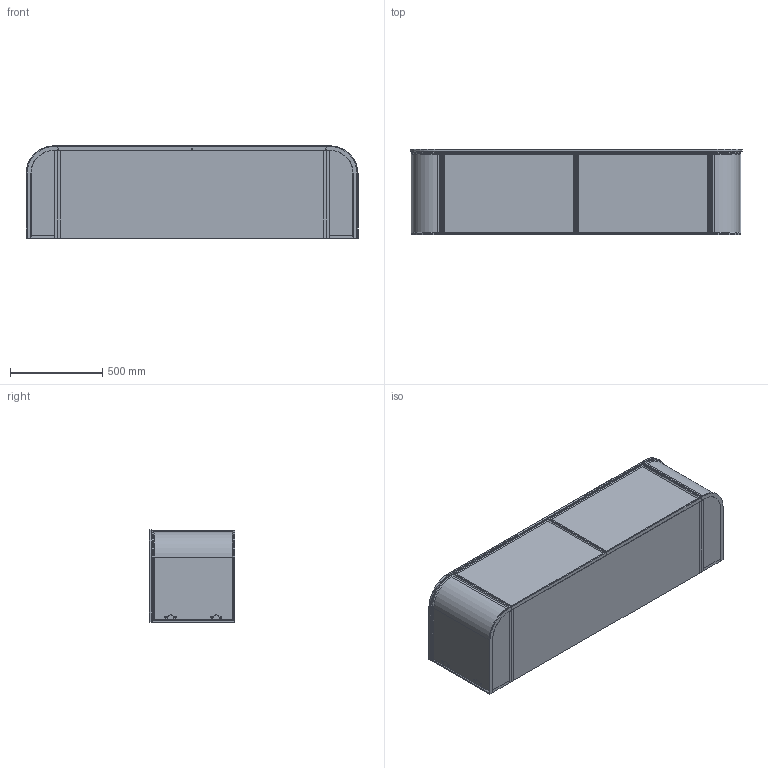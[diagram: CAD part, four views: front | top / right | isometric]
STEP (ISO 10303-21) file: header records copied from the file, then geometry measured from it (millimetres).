
FILE_DESCRIPTION (( 'STEP AP214' ), '1' );
FILE_NAME ('2355636.STEP', '2023-09-28T23:48:19', ( '' ), ( '' ), 'SwSTEP 2.0', 'SolidWorks 2021', '' );
FILE_SCHEMA (( 'AUTOMOTIVE_DESIGN' ));
Length unit declared in the file: millimetre
Products named in the file (12): 1800 INTERNAL Drawer Kado Era; 2355636; Kado Era 1800 Carcass (DRAWER); 1800 Drawer Kado Era; Kado Era 1800 (Drawer); 1800 INTERNAL Drawer Kado Era (NO U SHOE); End Carcass LEFT; 1800 Benchtop (12mm); End Carcass RIGHT; Kado Era Curved End Panel
Assembly tree (13 placements, depth 4):
  2355636
    Kado Era 1800 (Drawer)
      Kado Era 1800 Carcass (DRAWER)
      End Carcass RIGHT
      Kado Era Curved End Panel  x2
      End Carcass LEFT
      1800 Drawer Kado Era  x2
        1800 Drawer Kado Era
      1800 INTERNAL Drawer Kado Era
      1800 Benchtop (12mm)
        1800 Benchtop (12mm)
      1800 INTERNAL Drawer Kado Era (NO U SHOE)
Bounding box: 1800 x 462 x 500 mm (x, y, z)
Volume: 102230132.3 mm3; surface area: 14684519.4 mm2
Topology: 48 solids, 48 shells, 464 faces, 1038 edges, 684 vertices
Faces by surface type: plane 416, cylinder 40, cone 8
Entity records: 12882 total; most frequent: CARTESIAN_POINT 1794, DIRECTION 1686, ORIENTED_EDGE 1684, EDGE_CURVE 842, VECTOR 790, LINE 790, VERTEX_POINT 556, AXIS2_PLACEMENT_3D 448
